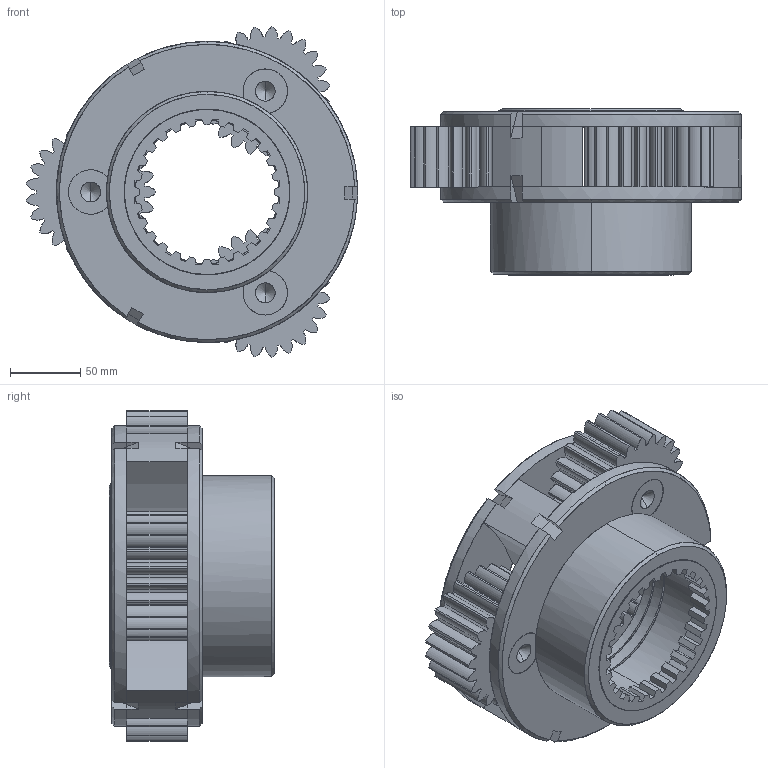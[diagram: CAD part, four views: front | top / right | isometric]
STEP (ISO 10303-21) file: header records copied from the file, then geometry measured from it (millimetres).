
FILE_DESCRIPTION(('FreeCAD Model'),'2;1');
FILE_NAME('Open CASCADE Shape Model','2025-05-04T15:29:59',('FreeCAD'),( 'FreeCAD'),'Open CASCADE STEP processor 7.6','FreeCAD','Unknown');
FILE_SCHEMA(('AUTOMOTIVE_DESIGN { 1 0 10303 214 1 1 1 1 }'));
Products named in the file (1): Open CASCADE STEP translator 7.6 1
Bounding box: 235.74 x 118.14 x 235.17 mm (x, y, z)
Surface area: 261853.3 mm2 (no closed solid volume)
Topology: 0 solids, 590 shells, 590 faces, 6060 edges, 6054 vertices
Faces by surface type: bspline 590
Entity records: 52331 total; most frequent: CARTESIAN_POINT 26421, ORIENTED_EDGE 6054, EDGE_CURVE 6054, VERTEX_POINT 6054, B_SPLINE_CURVE_WITH_KNOTS 4598, FACE_BOUND 604, EDGE_LOOP 604, SHELL_BASED_SURFACE_MODEL 590
